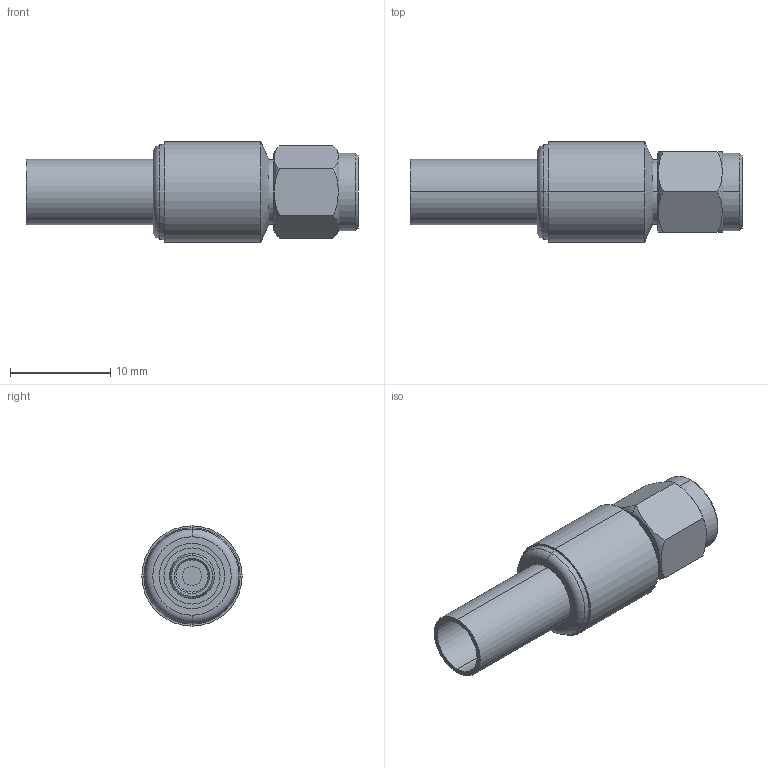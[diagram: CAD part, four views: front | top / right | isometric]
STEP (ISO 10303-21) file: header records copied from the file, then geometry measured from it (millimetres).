
FILE_DESCRIPTION (( 'STEP AP203' ), '1' );
FILE_NAME ('ARSP-1728.STEP', '2013-03-07T14:51:46', ( 'x' ), ( '' ), 'SwSTEP 2.0', 'SolidWorks 2012', '' );
FILE_SCHEMA (( 'CONFIG_CONTROL_DESIGN' ));
Length unit declared in the file: inch
Products named in the file (3): ARSP-1728-MA1; ARSP-1728-MA2; ARSP-1728
Assembly tree (2 placements, depth 2):
  ARSP-1728
    ARSP-1728-MA1
    ARSP-1728-MA2
Bounding box: 33.1 x 10 x 10 mm (x, y, z)
Volume: 1323.4 mm3; surface area: 1841.5 mm2
Topology: 2 solids, 2 shells, 100 faces, 204 edges, 119 vertices
Faces by surface type: cone 38, cylinder 34, plane 22, torus 6
Entity records: 3057 total; most frequent: CARTESIAN_POINT 590, DIRECTION 512, ORIENTED_EDGE 404, AXIS2_PLACEMENT_3D 217, EDGE_CURVE 202, VERTEX_POINT 119, EDGE_LOOP 115, CIRCLE 112
